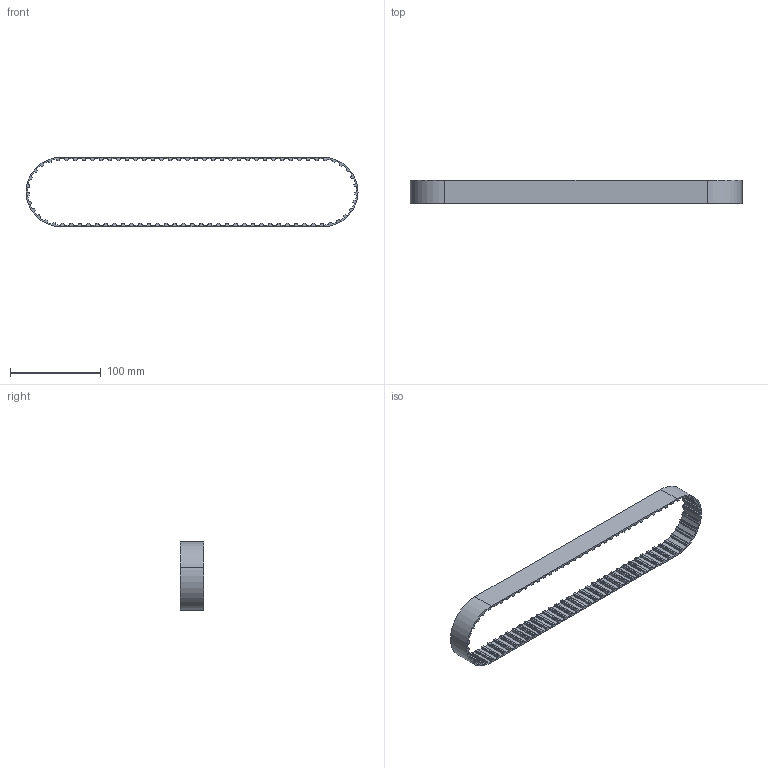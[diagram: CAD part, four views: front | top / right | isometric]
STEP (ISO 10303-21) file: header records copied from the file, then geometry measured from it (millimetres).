
FILE_DESCRIPTION (( 'STEP AP214' ), '1' );
FILE_NAME ('322L100NG.step', '2015-04-08T22:55:40', ( '' ), ( '' ), 'SwSTEP 2.0', 'SolidWorks 2014', '' );
FILE_SCHEMA (( 'AUTOMOTIVE_DESIGN' ));
Length unit declared in the file: inch
Products named in the file (1): 322L100NG
Bounding box: 366.08 x 25.4 x 76.2 mm (x, y, z)
Volume: 47816.8 mm3; surface area: 50079.8 mm2
Topology: 1 solids, 1 shells, 700 faces, 2094 edges, 1396 vertices
Faces by surface type: cylinder 380, plane 320
Entity records: 23862 total; most frequent: DIRECTION 4256, CARTESIAN_POINT 4191, ORIENTED_EDGE 4188, EDGE_CURVE 2094, AXIS2_PLACEMENT_3D 1461, VERTEX_POINT 1396, LINE 1334, VECTOR 1334
